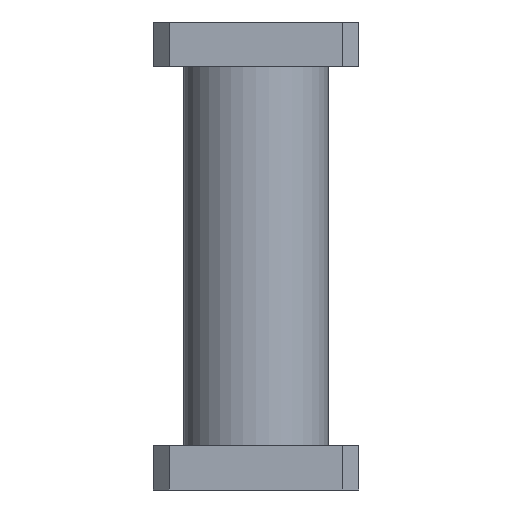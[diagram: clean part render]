
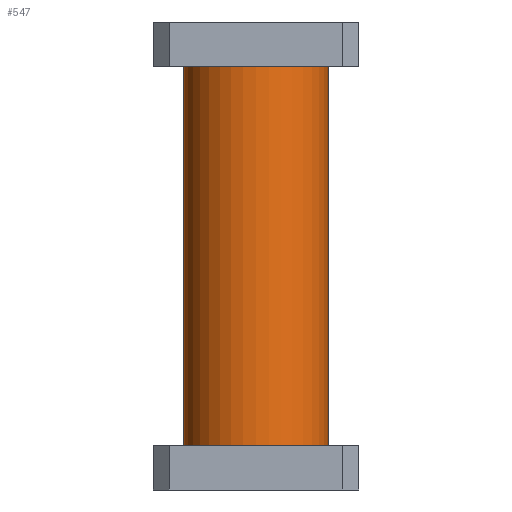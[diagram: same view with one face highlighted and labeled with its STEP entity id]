
A CAD part, front view. The second image highlights one B-rep face of the part: STEP entity #547.
In plain terms, the highlighted cylindrical face has radius 7.874 mm (diameter 15.748 mm), a partial arc.
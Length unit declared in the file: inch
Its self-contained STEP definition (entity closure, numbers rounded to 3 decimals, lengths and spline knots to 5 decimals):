
#16 = CARTESIAN_POINT ( 'NONE',  ( -0.13, 0.44, 0.19 ) ) ;
#23 = DIRECTION ( 'NONE',  ( 0., 0., 1. ) ) ;
#90 = CARTESIAN_POINT ( 'NONE',  ( -0.44, 0.44, 0.19 ) ) ;
#111 = AXIS2_PLACEMENT_3D ( 'NONE', #751, #297, #1328 ) ;
#124 = DIRECTION ( 'NONE',  ( 0., 0., 1. ) ) ;
#139 = ORIENTED_EDGE ( 'NONE', *, *, #1099, .T. ) ;
#222 = LINE ( 'NONE', #16, #913 ) ;
#270 = VERTEX_POINT ( 'NONE', #850 ) ;
#289 = VERTEX_POINT ( 'NONE', #1166 ) ;
#295 = AXIS2_PLACEMENT_3D ( 'NONE', #1372, #124, #1256 ) ;
#296 = CYLINDRICAL_SURFACE ( 'NONE', #1026, 0.31 ) ;
#297 = DIRECTION ( 'NONE',  ( 0., 0., 1. ) ) ;
#300 = ORIENTED_EDGE ( 'NONE', *, *, #418, .F. ) ;
#418 = EDGE_CURVE ( 'NONE', #442, #289, #1268, .T. ) ;
#442 = VERTEX_POINT ( 'NONE', #1208 ) ;
#446 = CARTESIAN_POINT ( 'NONE',  ( -0.13, 0.44, 0.19 ) ) ;
#507 = DIRECTION ( 'NONE',  ( 0., 0., 1. ) ) ;
#547 = ADVANCED_FACE ( 'NONE', ( #1157 ), #296, .T. ) ;
#592 = ORIENTED_EDGE ( 'NONE', *, *, #1313, .T. ) ;
#662 = EDGE_CURVE ( 'NONE', #289, #270, #1090, .T. ) ;
#663 = VERTEX_POINT ( 'NONE', #446 ) ;
#751 = CARTESIAN_POINT ( 'NONE',  ( -0.44, 0.44, 0.19 ) ) ;
#850 = CARTESIAN_POINT ( 'NONE',  ( -0.13, 0.44, 1.81 ) ) ;
#879 = VECTOR ( 'NONE', #507, 39.37008 ) ;
#913 = VECTOR ( 'NONE', #23, 39.37008 ) ;
#917 = EDGE_LOOP ( 'NONE', ( #300, #139, #592, #1326 ) ) ;
#1026 = AXIS2_PLACEMENT_3D ( 'NONE', #90, #1337, #1115 ) ;
#1053 = CIRCLE ( 'NONE', #111, 0.31 ) ;
#1090 = CIRCLE ( 'NONE', #295, 0.31 ) ;
#1099 = EDGE_CURVE ( 'NONE', #442, #663, #1053, .T. ) ;
#1115 = DIRECTION ( 'NONE',  ( 1., 0., 0. ) ) ;
#1157 = FACE_OUTER_BOUND ( 'NONE', #917, .T. ) ;
#1166 = CARTESIAN_POINT ( 'NONE',  ( -0.75, 0.44, 1.81 ) ) ;
#1208 = CARTESIAN_POINT ( 'NONE',  ( -0.75, 0.44, 0.19 ) ) ;
#1256 = DIRECTION ( 'NONE',  ( 1., 0., 0. ) ) ;
#1268 = LINE ( 'NONE', #1312, #879 ) ;
#1312 = CARTESIAN_POINT ( 'NONE',  ( -0.75, 0.44, 0.19 ) ) ;
#1313 = EDGE_CURVE ( 'NONE', #663, #270, #222, .T. ) ;
#1326 = ORIENTED_EDGE ( 'NONE', *, *, #662, .F. ) ;
#1328 = DIRECTION ( 'NONE',  ( 1., 0., 0. ) ) ;
#1337 = DIRECTION ( 'NONE',  ( 0., 0., 1. ) ) ;
#1372 = CARTESIAN_POINT ( 'NONE',  ( -0.44, 0.44, 1.81 ) ) ;
